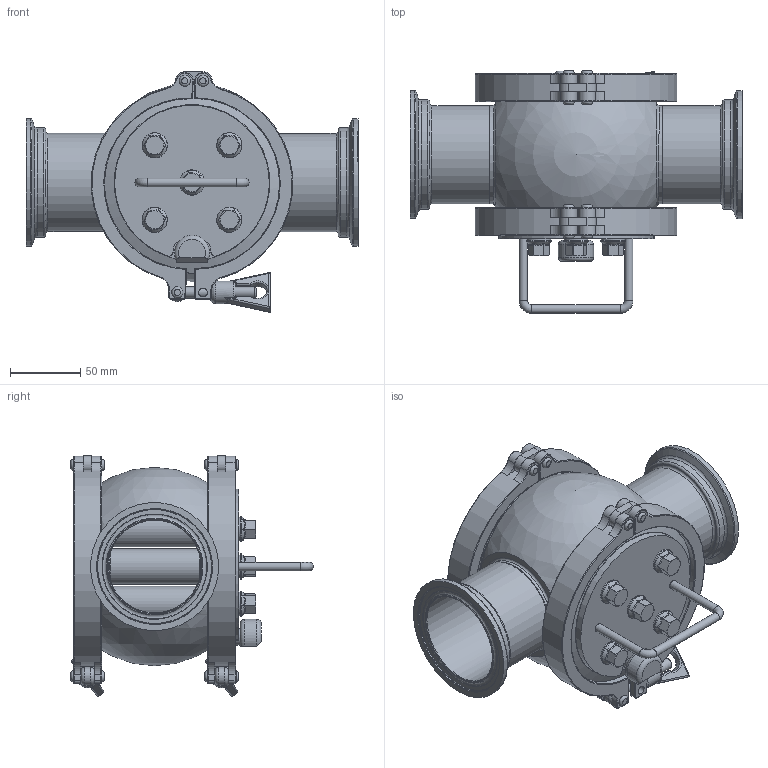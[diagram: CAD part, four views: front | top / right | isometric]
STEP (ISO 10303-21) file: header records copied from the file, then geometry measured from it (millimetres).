
FILE_DESCRIPTION(/* description */ (''),/* implementation_level */ '2;1');
FILE_NAME(/* name */ 'E00113726 -.stp',/* time_stamp */ '2019-05-22T13:54:58+02:00',/* author */ ('cr'),/* organization */ (''),/* preprocessor_version */ 'ST-DEVELOPER v17.2',/* originating_system */ 'Autodesk Inventor 2019',/* authorisation */ '');
FILE_SCHEMA (('AUTOMOTIVE_DESIGN { 1 0 10303 214 3 1 1 }'));
Length unit declared in the file: millimetre
Products named in the file (1): Part2
Bounding box: 236 x 172.4 x 171.05 mm (x, y, z)
Volume: 936014.4 mm3; surface area: 343867.3 mm2
Topology: 1 solids, 17 shells, 989 faces, 2646 edges, 1690 vertices
Faces by surface type: cylinder 335, plane 282, torus 178, bspline 98, cone 90, sphere 6
Full cylindrical faces by diameter (mm): 0.01 x8, 0.1 x4, 4.134 x1, 6 x11, 6.1 x16, 6.647 x5, 8 x21, 8.2 x5, 9 x5, 12 x1, 13.7 x2, 14 x2, 16 x2, 16.9 x5, 18 x5, 24 x5, 24.8 x5, 25 x5, 66 x2, 70 x4, 78 x2, 81.7 x2, 91 x2, 106.6 x2, 107.4 x2, 109.7 x2, 115 x2, 116 x1
Entity records: 36348 total; most frequent: CARTESIAN_POINT 10713, DIRECTION 5327, ORIENTED_EDGE 5190, EDGE_CURVE 2595, AXIS2_PLACEMENT_3D 2323, VERTEX_POINT 1690, CIRCLE 1403, EDGE_LOOP 1119
